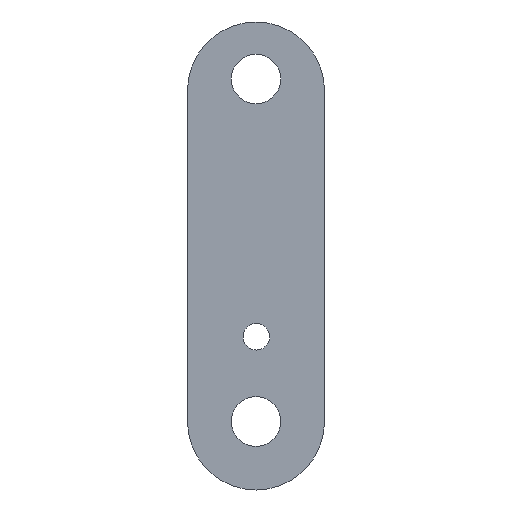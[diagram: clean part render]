
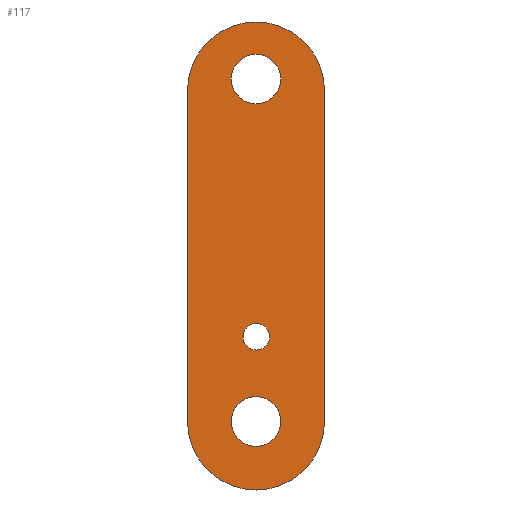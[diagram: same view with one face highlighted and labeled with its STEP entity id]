
A CAD part, front view. The second image highlights one B-rep face of the part: STEP entity #117.
In plain terms, the highlighted planar face has unit normal (0, -1, 0).
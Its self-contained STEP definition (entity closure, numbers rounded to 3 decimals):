
#3 = AXIS2_PLACEMENT_3D ( 'NONE', #371, #435, #267 ) ;
#4 = CARTESIAN_POINT ( 'NONE',  ( -9., -3.175, -45. ) ) ;
#14 = VERTEX_POINT ( 'NONE', #4 ) ;
#16 = CIRCLE ( 'NONE', #74, 9. ) ;
#18 = FACE_BOUND ( 'NONE', #332, .T. ) ;
#21 = FACE_BOUND ( 'NONE', #408, .T. ) ;
#35 = ORIENTED_EDGE ( 'NONE', *, *, #50, .F. ) ;
#37 = DIRECTION ( 'NONE',  ( 0., 1., 0. ) ) ;
#44 = AXIS2_PLACEMENT_3D ( 'NONE', #364, #47, #191 ) ;
#47 = DIRECTION ( 'NONE',  ( 0., -1., 0. ) ) ;
#50 = EDGE_CURVE ( 'NONE', #88, #104, #16, .T. ) ;
#54 = DIRECTION ( 'NONE',  ( 0., 0., 1. ) ) ;
#58 = AXIS2_PLACEMENT_3D ( 'NONE', #443, #413, #61 ) ;
#60 = VERTEX_POINT ( 'NONE', #389 ) ;
#61 = DIRECTION ( 'NONE',  ( 0., 0., -1. ) ) ;
#64 = ORIENTED_EDGE ( 'NONE', *, *, #105, .F. ) ;
#74 = AXIS2_PLACEMENT_3D ( 'NONE', #353, #37, #82 ) ;
#82 = DIRECTION ( 'NONE',  ( 0., 0., 1. ) ) ;
#83 = VECTOR ( 'NONE', #95, 1000. ) ;
#87 = FACE_BOUND ( 'NONE', #96, .T. ) ;
#88 = VERTEX_POINT ( 'NONE', #356 ) ;
#95 = DIRECTION ( 'NONE',  ( 0., 0., 1. ) ) ;
#96 = EDGE_LOOP ( 'NONE', ( #225, #427 ) ) ;
#104 = VERTEX_POINT ( 'NONE', #158 ) ;
#105 = EDGE_CURVE ( 'NONE', #104, #247, #430, .T. ) ;
#106 = CIRCLE ( 'NONE', #58, 9. ) ;
#108 = EDGE_CURVE ( 'NONE', #135, #88, #148, .T. ) ;
#110 = DIRECTION ( 'NONE',  ( 0., -1., 0. ) ) ;
#114 = AXIS2_PLACEMENT_3D ( 'NONE', #190, #164, #366 ) ;
#117 = ADVANCED_FACE ( 'NONE', ( #18, #21, #87, #123 ), #265, .F. ) ;
#119 = CARTESIAN_POINT ( 'NONE',  ( 9., -3.175, -1.5 ) ) ;
#123 = FACE_OUTER_BOUND ( 'NONE', #162, .T. ) ;
#125 = CARTESIAN_POINT ( 'NONE',  ( 0., -3.175, -48.264 ) ) ;
#126 = ORIENTED_EDGE ( 'NONE', *, *, #283, .F. ) ;
#127 = CIRCLE ( 'NONE', #290, 3.264 ) ;
#129 = DIRECTION ( 'NONE',  ( 0., 0., -1. ) ) ;
#130 = ORIENTED_EDGE ( 'NONE', *, *, #359, .T. ) ;
#135 = VERTEX_POINT ( 'NONE', #165 ) ;
#140 = VERTEX_POINT ( 'NONE', #163 ) ;
#141 = LINE ( 'NONE', #172, #83 ) ;
#143 = VERTEX_POINT ( 'NONE', #125 ) ;
#148 = CIRCLE ( 'NONE', #114, 9. ) ;
#154 = EDGE_CURVE ( 'NONE', #140, #175, #321, .T. ) ;
#157 = EDGE_CURVE ( 'NONE', #143, #420, #127, .T. ) ;
#158 = CARTESIAN_POINT ( 'NONE',  ( 9., -3.175, -1.5 ) ) ;
#159 = EDGE_CURVE ( 'NONE', #60, #279, #362, .T. ) ;
#162 = EDGE_LOOP ( 'NONE', ( #227, #282, #126, #64, #35 ) ) ;
#163 = CARTESIAN_POINT ( 'NONE',  ( 0., -3.175, 3.25 ) ) ;
#164 = DIRECTION ( 'NONE',  ( 0., 1., 0. ) ) ;
#165 = CARTESIAN_POINT ( 'NONE',  ( -9., -3.175, -1.5 ) ) ;
#172 = CARTESIAN_POINT ( 'NONE',  ( -9., -3.175, -1.5 ) ) ;
#173 = ORIENTED_EDGE ( 'NONE', *, *, #157, .T. ) ;
#174 = DIRECTION ( 'NONE',  ( 0., 1., 0. ) ) ;
#175 = VERTEX_POINT ( 'NONE', #429 ) ;
#179 = DIRECTION ( 'NONE',  ( 0., 0., 1. ) ) ;
#181 = DIRECTION ( 'NONE',  ( 0., 0., -1. ) ) ;
#190 = CARTESIAN_POINT ( 'NONE',  ( 0., -3.175, -1.5 ) ) ;
#191 = DIRECTION ( 'NONE',  ( 0., 0., -1. ) ) ;
#194 = CIRCLE ( 'NONE', #347, 3.25 ) ;
#195 = CARTESIAN_POINT ( 'NONE',  ( 0., -3.175, -45. ) ) ;
#197 = DIRECTION ( 'NONE',  ( 0., 1., 0. ) ) ;
#224 = DIRECTION ( 'NONE',  ( 0., 1., 0. ) ) ;
#225 = ORIENTED_EDGE ( 'NONE', *, *, #154, .T. ) ;
#227 = ORIENTED_EDGE ( 'NONE', *, *, #108, .F. ) ;
#238 = DIRECTION ( 'NONE',  ( 0., 1., 0. ) ) ;
#247 = VERTEX_POINT ( 'NONE', #437 ) ;
#265 = PLANE ( 'NONE',  #394 ) ;
#266 = CIRCLE ( 'NONE', #339, 3.264 ) ;
#267 = DIRECTION ( 'NONE',  ( 0., 0., 1. ) ) ;
#271 = EDGE_CURVE ( 'NONE', #14, #135, #141, .T. ) ;
#278 = CARTESIAN_POINT ( 'NONE',  ( 0., -3.175, 0. ) ) ;
#279 = VERTEX_POINT ( 'NONE', #404 ) ;
#282 = ORIENTED_EDGE ( 'NONE', *, *, #271, .F. ) ;
#283 = EDGE_CURVE ( 'NONE', #247, #14, #106, .T. ) ;
#287 = CARTESIAN_POINT ( 'NONE',  ( 0.05, -3.175, -33.863 ) ) ;
#290 = AXIS2_PLACEMENT_3D ( 'NONE', #195, #224, #426 ) ;
#296 = ORIENTED_EDGE ( 'NONE', *, *, #159, .F. ) ;
#299 = VECTOR ( 'NONE', #129, 1000. ) ;
#303 = CARTESIAN_POINT ( 'NONE',  ( 0., -3.175, -1.5 ) ) ;
#316 = EDGE_CURVE ( 'NONE', #175, #140, #194, .T. ) ;
#321 = CIRCLE ( 'NONE', #3, 3.25 ) ;
#332 = EDGE_LOOP ( 'NONE', ( #296, #412 ) ) ;
#339 = AXIS2_PLACEMENT_3D ( 'NONE', #382, #174, #179 ) ;
#345 = DIRECTION ( 'NONE',  ( 0., 0., 1. ) ) ;
#347 = AXIS2_PLACEMENT_3D ( 'NONE', #278, #238, #345 ) ;
#353 = CARTESIAN_POINT ( 'NONE',  ( 0., -3.175, -1.5 ) ) ;
#356 = CARTESIAN_POINT ( 'NONE',  ( 0., -3.175, 7.5 ) ) ;
#359 = EDGE_CURVE ( 'NONE', #420, #143, #266, .T. ) ;
#362 = CIRCLE ( 'NONE', #44, 1.75 ) ;
#364 = CARTESIAN_POINT ( 'NONE',  ( 0.05, -3.175, -33.863 ) ) ;
#366 = DIRECTION ( 'NONE',  ( 0., 0., 1. ) ) ;
#371 = CARTESIAN_POINT ( 'NONE',  ( 0., -3.175, 0. ) ) ;
#382 = CARTESIAN_POINT ( 'NONE',  ( 0., -3.175, -45. ) ) ;
#385 = CARTESIAN_POINT ( 'NONE',  ( 0., -3.175, -41.736 ) ) ;
#389 = CARTESIAN_POINT ( 'NONE',  ( 0.05, -3.175, -35.613 ) ) ;
#394 = AXIS2_PLACEMENT_3D ( 'NONE', #303, #197, #54 ) ;
#404 = CARTESIAN_POINT ( 'NONE',  ( 0.05, -3.175, -32.113 ) ) ;
#408 = EDGE_LOOP ( 'NONE', ( #130, #173 ) ) ;
#412 = ORIENTED_EDGE ( 'NONE', *, *, #425, .F. ) ;
#413 = DIRECTION ( 'NONE',  ( 0., 1., 0. ) ) ;
#420 = VERTEX_POINT ( 'NONE', #385 ) ;
#425 = EDGE_CURVE ( 'NONE', #279, #60, #444, .T. ) ;
#426 = DIRECTION ( 'NONE',  ( 0., 0., 1. ) ) ;
#427 = ORIENTED_EDGE ( 'NONE', *, *, #316, .T. ) ;
#428 = AXIS2_PLACEMENT_3D ( 'NONE', #287, #110, #181 ) ;
#429 = CARTESIAN_POINT ( 'NONE',  ( 0., -3.175, -3.25 ) ) ;
#430 = LINE ( 'NONE', #119, #299 ) ;
#435 = DIRECTION ( 'NONE',  ( 0., 1., 0. ) ) ;
#437 = CARTESIAN_POINT ( 'NONE',  ( 9., -3.175, -45. ) ) ;
#443 = CARTESIAN_POINT ( 'NONE',  ( 0., -3.175, -45. ) ) ;
#444 = CIRCLE ( 'NONE', #428, 1.75 ) ;
